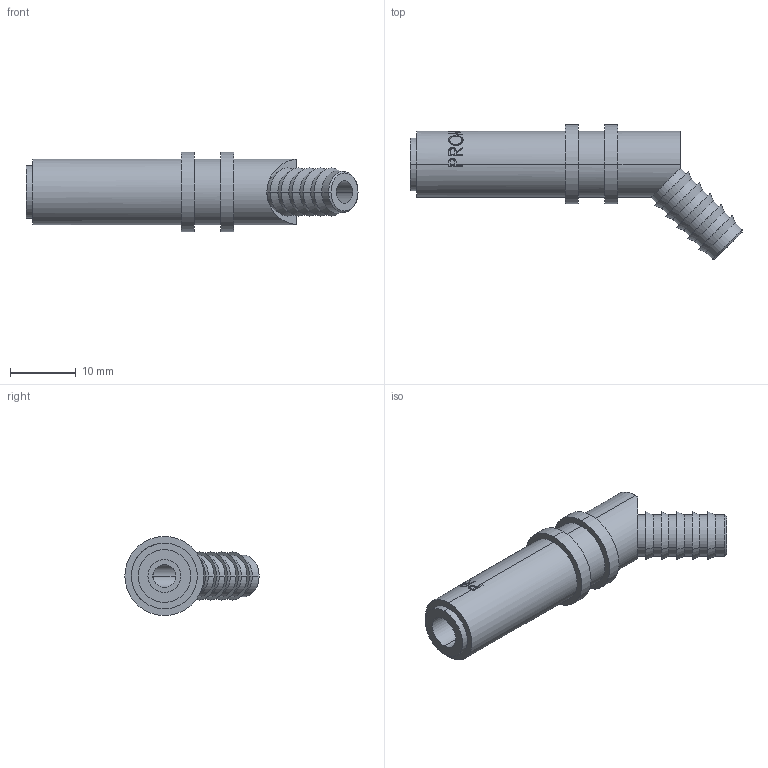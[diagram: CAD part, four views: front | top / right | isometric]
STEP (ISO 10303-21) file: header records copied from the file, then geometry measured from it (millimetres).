
FILE_DESCRIPTION (( 'STEP AP203' ), '1' );
FILE_NAME ('753f.STEP', '2026-03-13T08:16:24', ( '' ), ( '' ), 'SwSTEP 2.0', 'SolidWorks 2019', '' );
FILE_SCHEMA (( 'CONFIG_CONTROL_DESIGN' ));
Length unit declared in the file: millimetre
Products named in the file (1): 753f
Bounding box: 50.37 x 20.37 x 12 mm (x, y, z)
Volume: 3100.4 mm3; surface area: 2795.9 mm2
Topology: 3 solids, 3 shells, 143 faces, 351 edges, 228 vertices
Faces by surface type: plane 48, bspline 42, cylinder 41, cone 12
Entity records: 7937 total; most frequent: CARTESIAN_POINT 4779, ORIENTED_EDGE 702, DIRECTION 524, EDGE_CURVE 351, VERTEX_POINT 228, AXIS2_PLACEMENT_3D 215, EDGE_LOOP 163, ADVANCED_FACE 143
